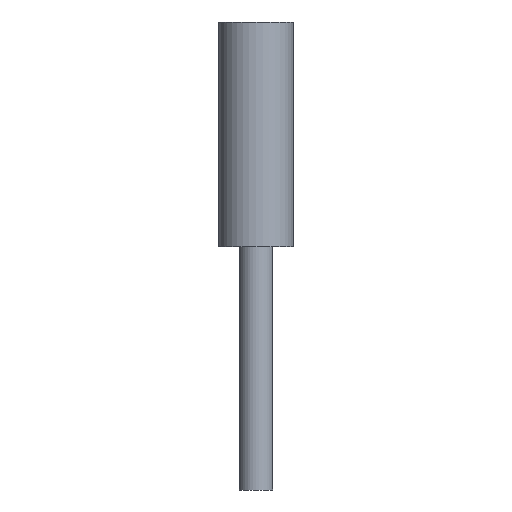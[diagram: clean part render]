
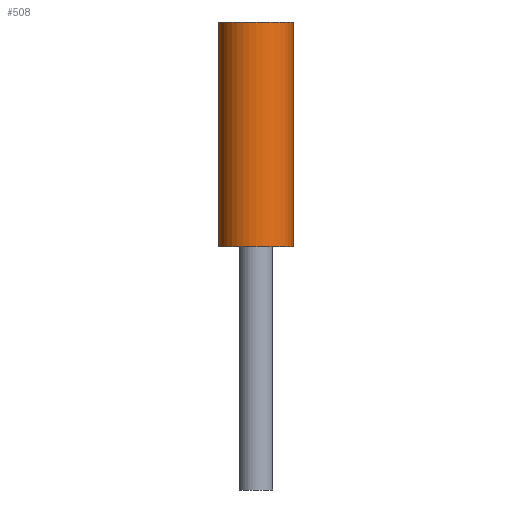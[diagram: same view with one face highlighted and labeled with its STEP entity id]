
A CAD part, front view. The second image highlights one B-rep face of the part: STEP entity #508.
In plain terms, the highlighted cylindrical face has radius 0.5 mm (diameter 1 mm), a full revolution.
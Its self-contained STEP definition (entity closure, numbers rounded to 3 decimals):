
#58=LINE('',#933,#76);
#76=VECTOR('',#761,0.5);
#94=CYLINDRICAL_SURFACE('',#611,0.5);
#130=FACE_OUTER_BOUND('',#184,.T.);
#184=EDGE_LOOP('',(#391,#392,#393,#394));
#229=CIRCLE('',#612,0.5);
#230=CIRCLE('',#613,0.5);
#265=VERTEX_POINT('',#930);
#266=VERTEX_POINT('',#932);
#310=EDGE_CURVE('',#265,#265,#229,.T.);
#311=EDGE_CURVE('',#265,#266,#58,.T.);
#312=EDGE_CURVE('',#266,#266,#230,.T.);
#391=ORIENTED_EDGE('',*,*,#310,.F.);
#392=ORIENTED_EDGE('',*,*,#311,.T.);
#393=ORIENTED_EDGE('',*,*,#312,.T.);
#394=ORIENTED_EDGE('',*,*,#311,.F.);
#508=ADVANCED_FACE('',(#130),#94,.T.);
#611=AXIS2_PLACEMENT_3D('',#929,#757,#758);
#612=AXIS2_PLACEMENT_3D('',#931,#759,#760);
#613=AXIS2_PLACEMENT_3D('',#934,#762,#763);
#757=DIRECTION('center_axis',(0.,0.,1.));
#758=DIRECTION('ref_axis',(1.,0.,0.));
#759=DIRECTION('center_axis',(0.,0.,1.));
#760=DIRECTION('ref_axis',(1.,0.,0.));
#761=DIRECTION('',(0.,0.,-1.));
#762=DIRECTION('center_axis',(0.,0.,1.));
#763=DIRECTION('ref_axis',(1.,0.,0.));
#929=CARTESIAN_POINT('Origin',(0.,-3.81,0.25));
#930=CARTESIAN_POINT('',(-0.5,-3.81,3.25));
#931=CARTESIAN_POINT('Origin',(0.,-3.81,3.25));
#932=CARTESIAN_POINT('',(-0.5,-3.81,0.25));
#933=CARTESIAN_POINT('',(-0.5,-3.81,0.25));
#934=CARTESIAN_POINT('Origin',(0.,-3.81,0.25));
